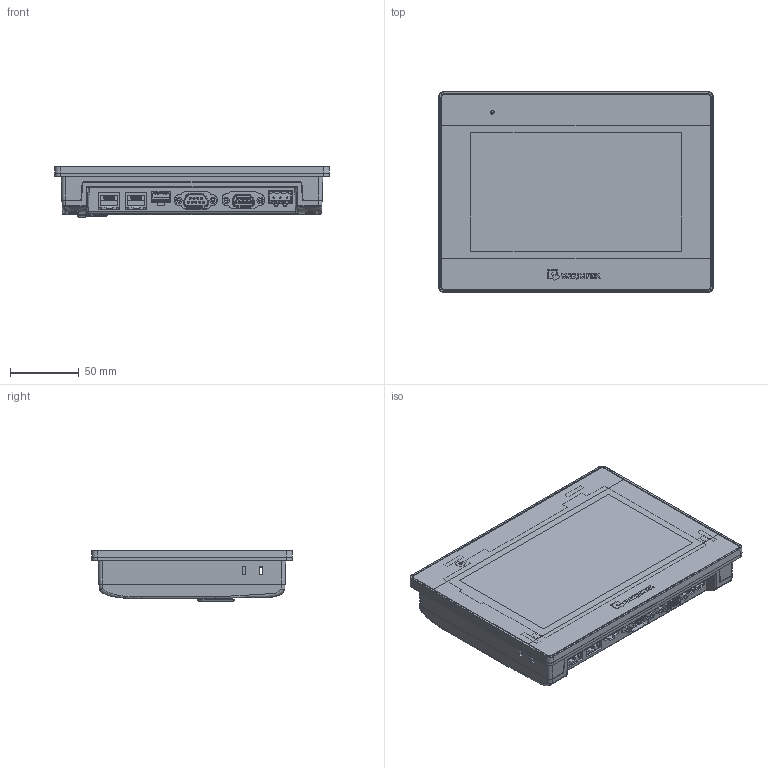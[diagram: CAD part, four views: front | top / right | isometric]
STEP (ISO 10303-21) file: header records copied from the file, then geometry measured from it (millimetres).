
FILE_DESCRIPTION (( 'STEP AP203' ), '1' );
FILE_NAME ('cMT3072.STEP', '2017-10-26T05:46:54', ( 'annayang' ), ( '' ), 'SwSTEP 2.0', 'SolidWorks 2011', '' );
FILE_SCHEMA (( 'CONFIG_CONTROL_DESIGN' ));
Length unit declared in the file: millimetre
Products named in the file (1): cMT3072
Bounding box: 200.4 x 146.5 x 37.5 mm (x, y, z)
Surface area: 131094.8 mm2 (no closed solid volume)
Topology: 0 solids, 51 shells, 988 faces, 4178 edges, 3143 vertices
Faces by surface type: plane 456, bspline 253, cylinder 194, cone 52, sphere 26, torus 7
Entity records: 62685 total; most frequent: CARTESIAN_POINT 32803, ORIENTED_EDGE 6124, DIRECTION 4708, EDGE_CURVE 4128, VERTEX_POINT 3125, LINE 2392, VECTOR 2392, EDGE_LOOP 1160
